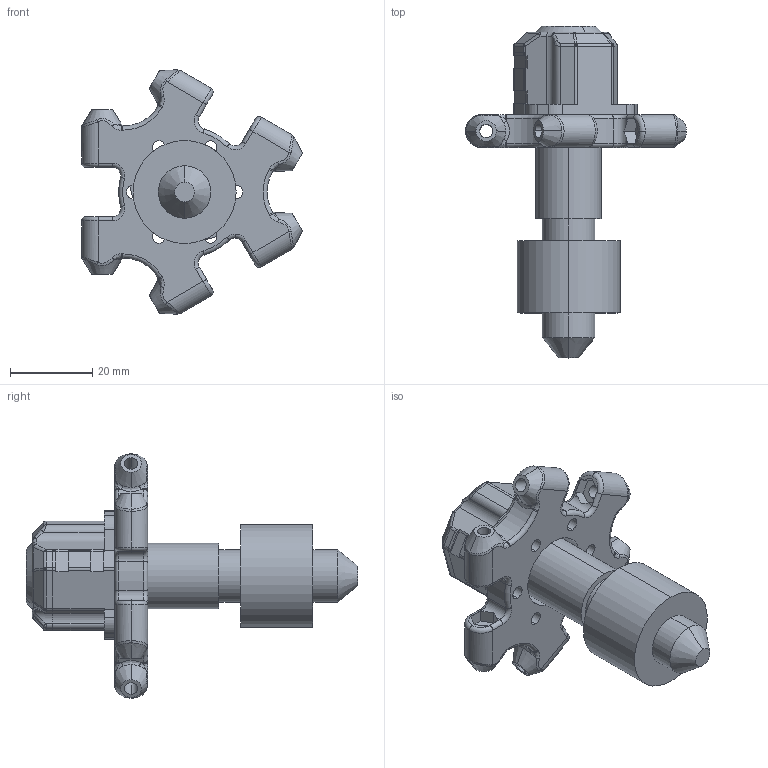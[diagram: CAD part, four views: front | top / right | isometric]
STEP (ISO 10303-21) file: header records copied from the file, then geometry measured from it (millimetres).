
FILE_DESCRIPTION (( 'STEP AP214' ), '1' );
FILE_NAME ('assembled_hotend_ubis.STEP', '2014-11-07T15:23:37', ( 'setup' ), ( '' ), 'SwSTEP 2.0', 'SolidWorks 2014', '' );
FILE_SCHEMA (( 'AUTOMOTIVE_DESIGN' ));
Length unit declared in the file: millimetre
Products named in the file (5): assembled_hotend_ubis; effector_UBIS; ubis_holder_side 1; ubis hotend; ubis_holder_side 2
Assembly tree (4 placements, depth 2):
  assembled_hotend_ubis
    effector_UBIS
    ubis_holder_side 1
    ubis_holder_side 2
    ubis hotend
Bounding box: 53.57 x 80.54 x 59.28 mm (x, y, z)
Volume: 34939.4 mm3; surface area: 15953.6 mm2
Topology: 4 solids, 4 shells, 488 faces, 1225 edges, 740 vertices
Faces by surface type: cylinder 171, plane 162, torus 50, bspline 43, sphere 32, cone 30
Entity records: 17184 total; most frequent: CARTESIAN_POINT 5397, DIRECTION 2500, ORIENTED_EDGE 2430, EDGE_CURVE 1215, AXIS2_PLACEMENT_3D 967, VERTEX_POINT 740, VECTOR 566, LINE 566
